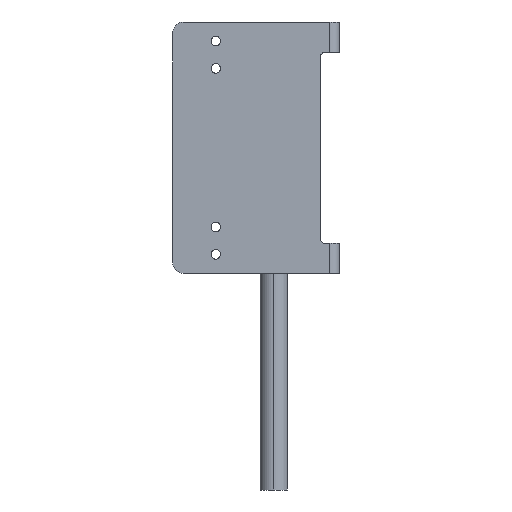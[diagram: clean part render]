
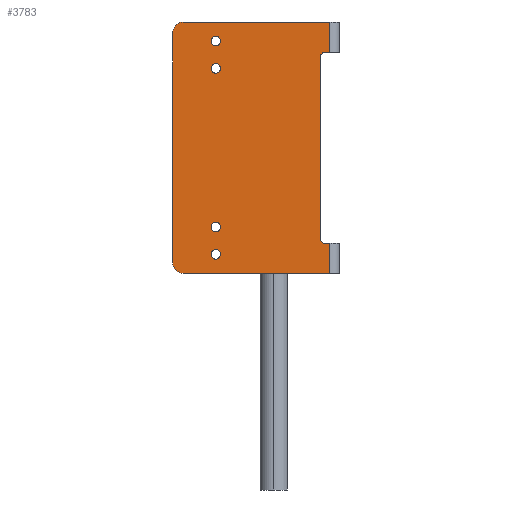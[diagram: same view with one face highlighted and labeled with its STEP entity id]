
A CAD part, left-side view. The second image highlights one B-rep face of the part: STEP entity #3783.
In plain terms, the highlighted planar face has unit normal (-1, 0, 0).
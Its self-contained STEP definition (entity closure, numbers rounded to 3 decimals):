
#428=CARTESIAN_POINT('',(-17.149,53.986,34.515));
#429=DIRECTION('',(-1.,0.,0.));
#430=DIRECTION('',(0.,0.,1.));
#431=AXIS2_PLACEMENT_3D('',#428,#429,#430);
#433=DIRECTION('',(0.,0.,-1.));
#434=VECTOR('',#433,11.);
#435=CARTESIAN_POINT('',(-17.149,0.486,38.515));
#436=LINE('',#435,#434);
#437=DIRECTION('',(0.,1.,0.));
#438=VECTOR('',#437,1.5);
#439=CARTESIAN_POINT('',(-17.149,0.486,27.515));
#440=LINE('',#439,#438);
#441=DIRECTION('',(0.,0.,1.));
#442=VECTOR('',#441,66.);
#443=CARTESIAN_POINT('',(-17.149,3.986,-40.485));
#444=LINE('',#443,#442);
#445=DIRECTION('',(0.,1.,0.));
#446=VECTOR('',#445,1.5);
#447=CARTESIAN_POINT('',(-17.149,0.486,
-42.485));
#448=LINE('',#447,#446);
#449=DIRECTION('',(0.,0.,-1.));
#450=VECTOR('',#449,11.);
#451=CARTESIAN_POINT('',(-17.149,0.486,
-42.485));
#452=LINE('',#451,#450);
#453=CARTESIAN_POINT('',(-17.149,53.986,-49.485));
#454=DIRECTION('',(-1.,0.,0.));
#455=DIRECTION('',(0.,1.,0.));
#456=AXIS2_PLACEMENT_3D('',#453,#454,#455);
#458=CARTESIAN_POINT('',(-17.149,42.186,-46.485));
#459=DIRECTION('',(-1.,0.,0.));
#460=DIRECTION('',(0.,-1.,0.));
#461=AXIS2_PLACEMENT_3D('',#458,#459,#460);
#463=CARTESIAN_POINT('',(-17.149,42.186,-46.485));
#464=DIRECTION('',(-1.,0.,0.));
#465=DIRECTION('',(0.,1.,0.));
#466=AXIS2_PLACEMENT_3D('',#463,#464,#465);
#468=CARTESIAN_POINT('',(-17.149,42.186,-36.485));
#469=DIRECTION('',(-1.,0.,0.));
#470=DIRECTION('',(0.,-1.,0.));
#471=AXIS2_PLACEMENT_3D('',#468,#469,#470);
#473=CARTESIAN_POINT('',(-17.149,42.186,-36.485));
#474=DIRECTION('',(-1.,0.,0.));
#475=DIRECTION('',(0.,1.,0.));
#476=AXIS2_PLACEMENT_3D('',#473,#474,#475);
#478=CARTESIAN_POINT('',(-17.149,42.186,31.515));
#479=DIRECTION('',(-1.,0.,0.));
#480=DIRECTION('',(0.,-1.,0.));
#481=AXIS2_PLACEMENT_3D('',#478,#479,#480);
#483=CARTESIAN_POINT('',(-17.149,42.186,31.515));
#484=DIRECTION('',(-1.,0.,0.));
#485=DIRECTION('',(0.,1.,0.));
#486=AXIS2_PLACEMENT_3D('',#483,#484,#485);
#488=CARTESIAN_POINT('',(-17.149,42.186,21.515));
#489=DIRECTION('',(-1.,0.,0.));
#490=DIRECTION('',(0.,-1.,0.));
#491=AXIS2_PLACEMENT_3D('',#488,#489,#490);
#493=CARTESIAN_POINT('',(-17.149,42.186,21.515));
#494=DIRECTION('',(-1.,0.,0.));
#495=DIRECTION('',(0.,1.,0.));
#496=AXIS2_PLACEMENT_3D('',#493,#494,#495);
#572=DIRECTION('',(0.,0.,-1.));
#573=VECTOR('',#572,84.);
#574=CARTESIAN_POINT('',(-17.149,57.986,34.515));
#575=LINE('',#574,#573);
#588=DIRECTION('',(0.,1.,0.));
#589=VECTOR('',#588,53.5);
#590=CARTESIAN_POINT('',(-17.149,0.486,
-53.485));
#591=LINE('',#590,#589);
#753=CARTESIAN_POINT('',(-17.149,1.986,-40.485));
#754=DIRECTION('',(1.,0.,0.));
#755=DIRECTION('',(0.,0.,-1.));
#756=AXIS2_PLACEMENT_3D('',#753,#754,#755);
#766=CARTESIAN_POINT('',(-17.149,1.986,25.515));
#767=DIRECTION('',(1.,0.,0.));
#768=DIRECTION('',(0.,1.,0.));
#769=AXIS2_PLACEMENT_3D('',#766,#767,#768);
#796=DIRECTION('',(0.,1.,0.));
#797=VECTOR('',#796,53.5);
#798=CARTESIAN_POINT('',(-17.149,0.486,38.515));
#799=LINE('',#798,#797);
#2486=CARTESIAN_POINT('',(-17.149,0.486,
38.515));
#2488=VERTEX_POINT('',#2486);
#2531=CARTESIAN_POINT('',(-17.149,0.486,
-53.485));
#2532=VERTEX_POINT('',#2531);
#2537=CARTESIAN_POINT('',(-17.149,0.486,
27.515));
#2538=VERTEX_POINT('',#2537);
#2539=CARTESIAN_POINT('',(-17.149,0.486,
-42.485));
#2540=VERTEX_POINT('',#2539);
#2553=CARTESIAN_POINT('',(-17.149,40.436,
-46.485));
#2554=CARTESIAN_POINT('',(-17.149,43.936,
-46.485));
#2555=VERTEX_POINT('',#2553);
#2556=VERTEX_POINT('',#2554);
#2561=CARTESIAN_POINT('',(-17.149,40.436,31.515));
#2562=CARTESIAN_POINT('',(-17.149,43.936,31.515));
#2563=VERTEX_POINT('',#2561);
#2564=VERTEX_POINT('',#2562);
#2585=CARTESIAN_POINT('',(-17.149,3.986,25.515));
#2587=VERTEX_POINT('',#2585);
#2593=CARTESIAN_POINT('',(-17.149,3.986,
-40.485));
#2595=VERTEX_POINT('',#2593);
#2605=CARTESIAN_POINT('',(-17.149,1.986,
-42.485));
#2606=VERTEX_POINT('',#2605);
#2609=CARTESIAN_POINT('',(-17.149,1.986,27.515));
#2610=VERTEX_POINT('',#2609);
#2645=CARTESIAN_POINT('',(-17.149,53.986,38.515));
#2646=VERTEX_POINT('',#2645);
#2647=CARTESIAN_POINT('',(-17.149,57.986,34.515));
#2648=VERTEX_POINT('',#2647);
#2661=CARTESIAN_POINT('',(-17.149,57.986,
-49.485));
#2662=VERTEX_POINT('',#2661);
#2663=CARTESIAN_POINT('',(-17.149,53.986,
-53.485));
#2664=VERTEX_POINT('',#2663);
#2693=CARTESIAN_POINT('',(-17.149,40.436,
-36.485));
#2694=CARTESIAN_POINT('',(-17.149,43.936,
-36.485));
#2695=VERTEX_POINT('',#2693);
#2696=VERTEX_POINT('',#2694);
#2701=CARTESIAN_POINT('',(-17.149,40.436,21.515));
#2702=CARTESIAN_POINT('',(-17.149,43.936,21.515));
#2703=VERTEX_POINT('',#2701);
#2704=VERTEX_POINT('',#2702);
#3729=CARTESIAN_POINT('',(-17.149,0.486,
38.515));
#3730=DIRECTION('',(1.,0.,0.));
#3731=DIRECTION('',(0.,1.,0.));
#3732=AXIS2_PLACEMENT_3D('',#3729,#3730,#3731);
#3733=PLANE('',#3732);
#3735=ORIENTED_EDGE('',*,*,#3734,.F.);
#3737=ORIENTED_EDGE('',*,*,#3736,.F.);
#3738=ORIENTED_EDGE('',*,*,#3715,.T.);
#3740=ORIENTED_EDGE('',*,*,#3739,.T.);
#3742=ORIENTED_EDGE('',*,*,#3741,.F.);
#3744=ORIENTED_EDGE('',*,*,#3743,.F.);
#3746=ORIENTED_EDGE('',*,*,#3745,.F.);
#3748=ORIENTED_EDGE('',*,*,#3747,.F.);
#3750=ORIENTED_EDGE('',*,*,#3749,.T.);
#3752=ORIENTED_EDGE('',*,*,#3751,.T.);
#3754=ORIENTED_EDGE('',*,*,#3753,.F.);
#3756=ORIENTED_EDGE('',*,*,#3755,.F.);
#3757=EDGE_LOOP('',(#3735,#3737,#3738,#3740,#3742,#3744,#3746,#3748,#3750,#3752,
#3754,#3756));
#3758=FACE_OUTER_BOUND('',#3757,.F.);
#3760=ORIENTED_EDGE('',*,*,#3759,.T.);
#3762=ORIENTED_EDGE('',*,*,#3761,.T.);
#3763=EDGE_LOOP('',(#3760,#3762));
#3764=FACE_BOUND('',#3763,.F.);
#3766=ORIENTED_EDGE('',*,*,#3765,.T.);
#3768=ORIENTED_EDGE('',*,*,#3767,.T.);
#3769=EDGE_LOOP('',(#3766,#3768));
#3770=FACE_BOUND('',#3769,.F.);
#3772=ORIENTED_EDGE('',*,*,#3771,.T.);
#3774=ORIENTED_EDGE('',*,*,#3773,.T.);
#3775=EDGE_LOOP('',(#3772,#3774));
#3776=FACE_BOUND('',#3775,.F.);
#3778=ORIENTED_EDGE('',*,*,#3777,.T.);
#3780=ORIENTED_EDGE('',*,*,#3779,.T.);
#3781=EDGE_LOOP('',(#3778,#3780));
#3782=FACE_BOUND('',#3781,.F.);
#3783=ADVANCED_FACE('',(#3758,#3764,#3770,#3776,#3782),#3733,.F.);
#432=CIRCLE('',#431,4.);
#457=CIRCLE('',#456,4.);
#462=CIRCLE('',#461,1.75);
#467=CIRCLE('',#466,1.75);
#472=CIRCLE('',#471,1.75);
#477=CIRCLE('',#476,1.75);
#482=CIRCLE('',#481,1.75);
#487=CIRCLE('',#486,1.75);
#492=CIRCLE('',#491,1.75);
#497=CIRCLE('',#496,1.75);
#757=CIRCLE('',#756,2.);
#770=CIRCLE('',#769,2.);
#3715=EDGE_CURVE('',#2488,#2538,#436,.T.);
#3734=EDGE_CURVE('',#2646,#2648,#432,.T.);
#3736=EDGE_CURVE('',#2488,#2646,#799,.T.);
#3739=EDGE_CURVE('',#2538,#2610,#440,.T.);
#3741=EDGE_CURVE('',#2587,#2610,#770,.T.);
#3743=EDGE_CURVE('',#2595,#2587,#444,.T.);
#3745=EDGE_CURVE('',#2606,#2595,#757,.T.);
#3747=EDGE_CURVE('',#2540,#2606,#448,.T.);
#3749=EDGE_CURVE('',#2540,#2532,#452,.T.);
#3751=EDGE_CURVE('',#2532,#2664,#591,.T.);
#3753=EDGE_CURVE('',#2662,#2664,#457,.T.);
#3755=EDGE_CURVE('',#2648,#2662,#575,.T.);
#3759=EDGE_CURVE('',#2555,#2556,#462,.T.);
#3761=EDGE_CURVE('',#2556,#2555,#467,.T.);
#3765=EDGE_CURVE('',#2695,#2696,#472,.T.);
#3767=EDGE_CURVE('',#2696,#2695,#477,.T.);
#3771=EDGE_CURVE('',#2563,#2564,#482,.T.);
#3773=EDGE_CURVE('',#2564,#2563,#487,.T.);
#3777=EDGE_CURVE('',#2703,#2704,#492,.T.);
#3779=EDGE_CURVE('',#2704,#2703,#497,.T.);
